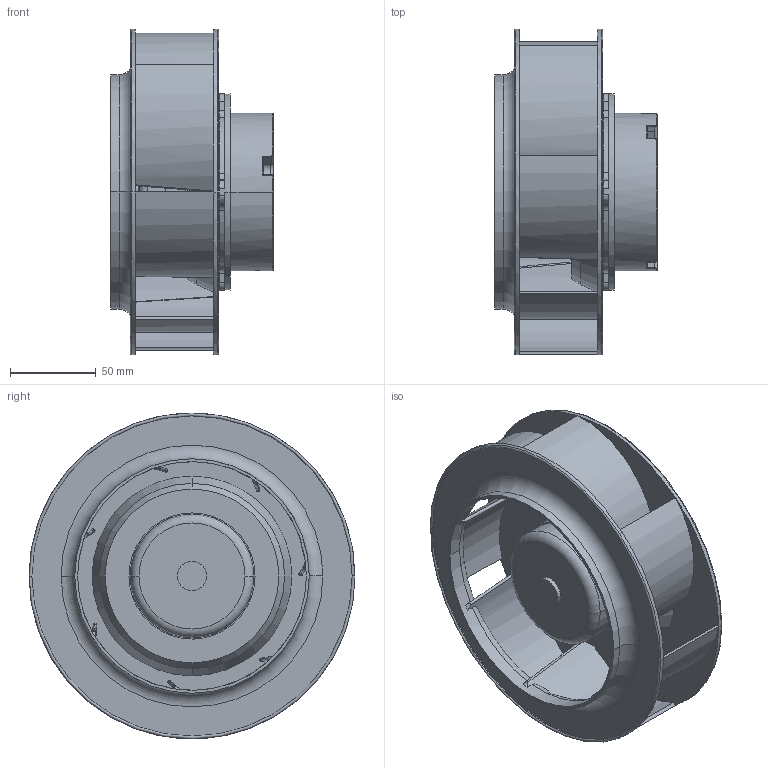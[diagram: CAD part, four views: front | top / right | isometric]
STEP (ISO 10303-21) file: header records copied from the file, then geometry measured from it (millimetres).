
FILE_DESCRIPTION((''),'2;1');
FILE_NAME('EC190_ASM','2017-03-22T',('Administrator'),(''),'PRO/ENGINEER BY PARAMETRIC TECHNOLOGY CORPORATION, 2010280','PRO/ENGINEER BY PARAMETRIC TECHNOLOGY CORPORATION, 2010280','');
FILE_SCHEMA(('CONFIG_CONTROL_DESIGN'));
Length unit declared in the file: millimetre
Products named in the file (12): PRT0001_14_1_1; XINPIAN_1_1_1; ASM0001_ASM_4_ASM_ASM_ASM_1_ASM_ASM; PRT0006_1_1; ASM0001_ASM_ASM_ASM_ASM_1_ASM_1_ASM; EC133_ASM_ASM_1_ASM_1_ASM; SHANYE-2_1_1; 22599-72_ASM_1_ASM_1_ASM; EC190-72_ASM_ASM_1_ASM; ASM0005_ASM_1_ASM; PRT0042; EC190_ASM
Assembly tree (12 placements, depth 8):
  EC190_ASM
    ASM0005_ASM_1_ASM
      EC190-72_ASM_ASM_1_ASM
        22599-72_ASM_1_ASM_1_ASM
          EC133_ASM_ASM_1_ASM_1_ASM
            ASM0001_ASM_ASM_ASM_ASM_1_ASM_1_ASM
              ASM0001_ASM_4_ASM_ASM_ASM_1_ASM_ASM
                PRT0001_14_1_1
                XINPIAN_1_1_1  x2
              PRT0006_1_1
          SHANYE-2_1_1
    PRT0042
Bounding box: 95 x 190 x 190 mm (x, y, z)
Volume: 231624.5 mm3; surface area: 241431.3 mm2
Topology: 6 solids, 6 shells, 684 faces, 1903 edges, 1263 vertices
Faces by surface type: plane 346, cylinder 245, torus 40, cone 33, bspline 18, sphere 2
Entity records: 23690 total; most frequent: CARTESIAN_POINT 5584, DIRECTION 3843, ORIENTED_EDGE 3754, EDGE_CURVE 1877, AXIS2_PLACEMENT_3D 1404, VERTEX_POINT 1247, VECTOR 1035, LINE 1035
